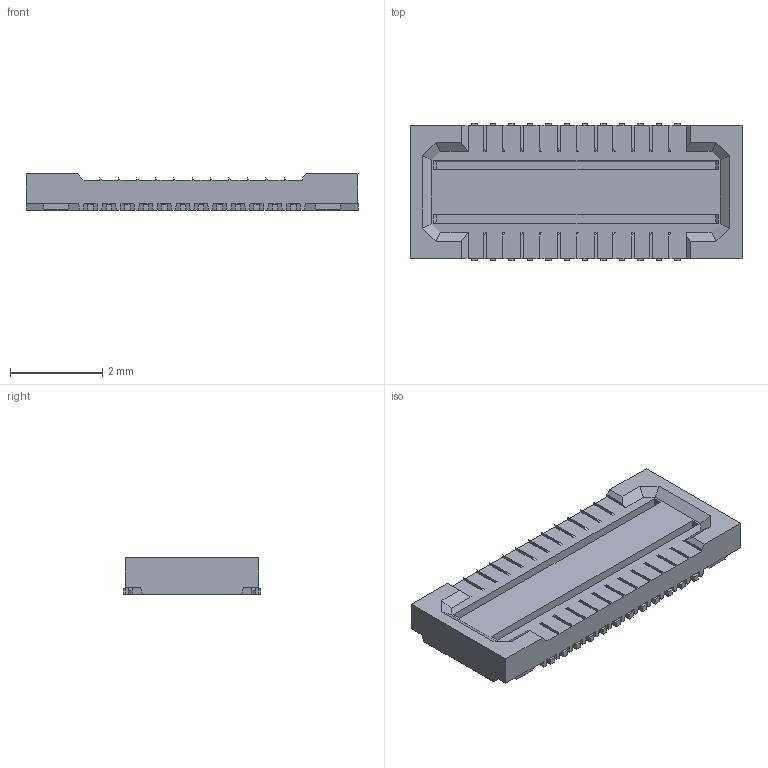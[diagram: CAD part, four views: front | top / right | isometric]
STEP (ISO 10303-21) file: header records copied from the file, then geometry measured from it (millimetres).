
FILE_DESCRIPTION(('Creo Elements/Direct Modeling STEP Export'),'2;1');
FILE_NAME('BM10NB(0.8)-24DS-0.4V.stp','2016-08-04T 9:09:25',(''),(''),'Creo Elements/Direct Modeling STEP processor for AP214 (Solid Model)','Creo Elements/Direct Modeling 18.1E 22-Nov-2013 (C) Parametric Technology GmbH','');
FILE_SCHEMA(('AUTOMOTIVE_DESIGN { 1 0 10303 214 1 1 1 1 }'));
Length unit declared in the file: millimetre
Products named in the file (1): BM10NB(0.8)-24DS-0.4V
Bounding box: 7.2 x 2.98 x 0.8 mm (x, y, z)
Volume: 12.6 mm3; surface area: 75.3 mm2
Topology: 1 solids, 1 shells, 442 faces, 1226 edges, 816 vertices
Faces by surface type: plane 394, cylinder 48
Entity records: 13936 total; most frequent: CARTESIAN_POINT 2485, ORIENTED_EDGE 2452, DIRECTION 2208, EDGE_CURVE 1226, VECTOR 1130, LINE 1130, VERTEX_POINT 816, AXIS2_PLACEMENT_3D 539
